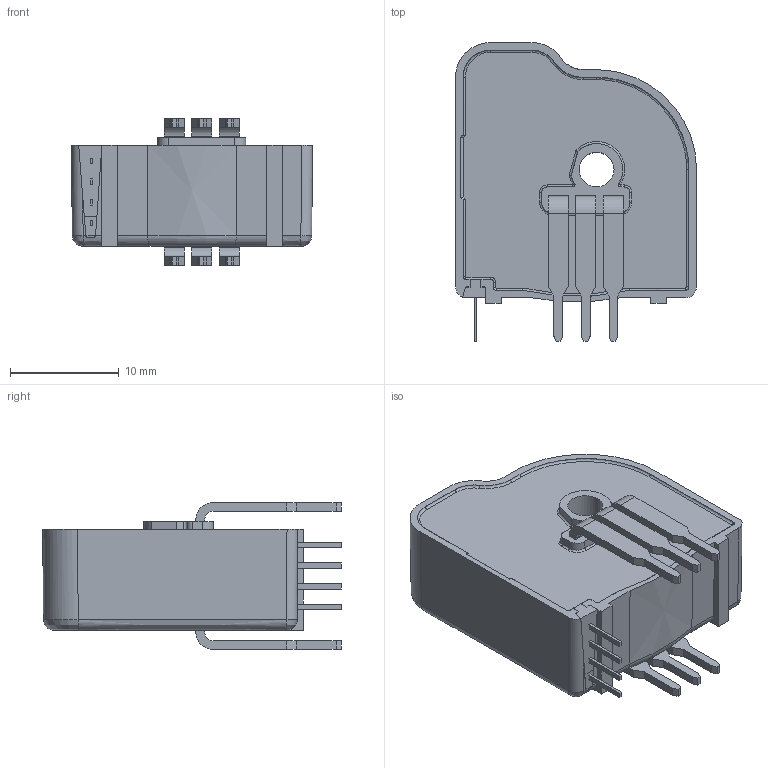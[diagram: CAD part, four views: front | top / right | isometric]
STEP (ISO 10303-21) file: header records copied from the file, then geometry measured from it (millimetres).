
FILE_DESCRIPTION(('Creo Elements/Direct Modeling STEP Export'),'2;1');
FILE_NAME('LTSR 6_NP.stp','2014-01-08T14:09:10',(''),(''),'Creo Elements/Direct Modeling STEP processor for AP214 (Solid Model)','Creo Elements/Direct Modeling 17.0C 05-Feb-2011 (C) Parametric Technology GmbH','');
FILE_SCHEMA(('AUTOMOTIVE_DESIGN { 1 0 10303 214 1 1 1 1 }'));
Length unit declared in the file: millimetre
Products named in the file (12): boitier_T1.1; colle_étanchéité.1; pin_1; pin_4; pin_3; pin_2; pins_Second_4; spire_3; spire_2; spire_1; spires_Prim..1; black_box_LTSR
Assembly tree (11 placements, depth 3):
  black_box_LTSR
    spires_Prim..1
      spire_1
      spire_2
      spire_3
    pins_Second_4
      pin_2
      pin_3
      pin_4
      pin_1
    colle_étanchéité.1
    boitier_T1.1
Bounding box: 22.2 x 27.5 x 13.5 mm (x, y, z)
Volume: 1244.5 mm3; surface area: 4281.8 mm2
Topology: 9 solids, 9 shells, 443 faces, 1173 edges, 749 vertices
Faces by surface type: plane 237, cylinder 84, bspline 67, extrusion 25, cone 18, torus 12
Entity records: 26021 total; most frequent: CARTESIAN_POINT 16002, ORIENTED_EDGE 2338, DIRECTION 1532, EDGE_CURVE 1169, VERTEX_POINT 749, VECTOR 656, LINE 632, EDGE_LOOP 458
